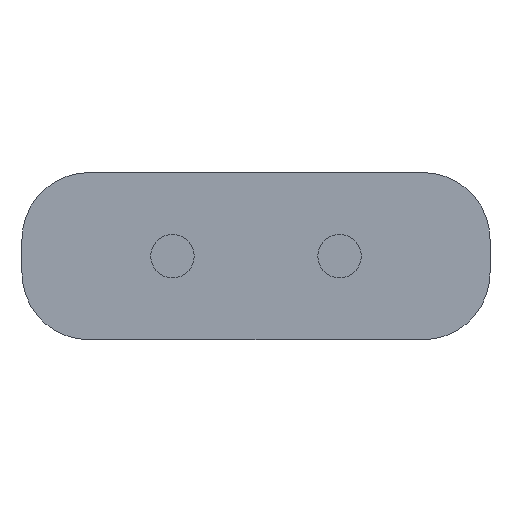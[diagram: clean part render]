
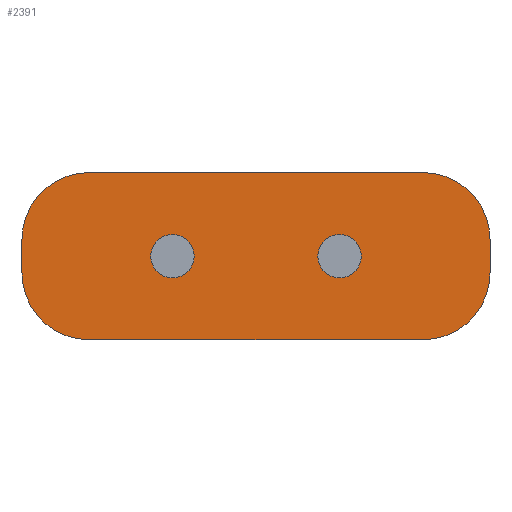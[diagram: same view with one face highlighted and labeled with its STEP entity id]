
A CAD part, front view. The second image highlights one B-rep face of the part: STEP entity #2391.
In plain terms, the highlighted planar face has unit normal (0, -1, 0).
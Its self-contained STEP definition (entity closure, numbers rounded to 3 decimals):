
#16 = DIRECTION ( 'NONE',  ( 0., -1., 0. ) ) ;
#69 = VERTEX_POINT ( 'NONE', #2806 ) ;
#74 = EDGE_CURVE ( 'NONE', #1586, #69, #158, .T. ) ;
#81 = DIRECTION ( 'NONE',  ( 0., -1., 0. ) ) ;
#82 = DIRECTION ( 'NONE',  ( 0., 0., 1. ) ) ;
#109 = DIRECTION ( 'NONE',  ( 0., 0., 1. ) ) ;
#117 = FACE_OUTER_BOUND ( 'NONE', #768, .T. ) ;
#158 = CIRCLE ( 'NONE', #909, 0.325 ) ;
#182 = EDGE_CURVE ( 'NONE', #1647, #260, #569, .T. ) ;
#212 = EDGE_CURVE ( 'NONE', #450, #333, #876, .T. ) ;
#223 = VERTEX_POINT ( 'NONE', #1413 ) ;
#251 = EDGE_CURVE ( 'NONE', #450, #1102, #2171, .T. ) ;
#252 = CIRCLE ( 'NONE', #2652, 1. ) ;
#260 = VERTEX_POINT ( 'NONE', #2502 ) ;
#275 = CARTESIAN_POINT ( 'NONE',  ( 0., 0., 0. ) ) ;
#308 = EDGE_CURVE ( 'NONE', #223, #1456, #638, .T. ) ;
#333 = VERTEX_POINT ( 'NONE', #2116 ) ;
#346 = AXIS2_PLACEMENT_3D ( 'NONE', #1732, #2172, #868 ) ;
#395 = DIRECTION ( 'NONE',  ( 0., 0., 1. ) ) ;
#420 = CARTESIAN_POINT ( 'NONE',  ( 2.25, 0., 1.25 ) ) ;
#449 = EDGE_LOOP ( 'NONE', ( #2208, #1181 ) ) ;
#450 = VERTEX_POINT ( 'NONE', #2361 ) ;
#544 = EDGE_CURVE ( 'NONE', #69, #1586, #2497, .T. ) ;
#555 = DIRECTION ( 'NONE',  ( 0., 0., -1. ) ) ;
#564 = ORIENTED_EDGE ( 'NONE', *, *, #772, .T. ) ;
#569 = LINE ( 'NONE', #275, #2814 ) ;
#592 = CARTESIAN_POINT ( 'NONE',  ( 0., 0., 2.5 ) ) ;
#596 = DIRECTION ( 'NONE',  ( 0., 0., -1. ) ) ;
#638 = CIRCLE ( 'NONE', #2050, 0.325 ) ;
#723 = ORIENTED_EDGE ( 'NONE', *, *, #1924, .T. ) ;
#738 = CARTESIAN_POINT ( 'NONE',  ( 1., 0., 1.5 ) ) ;
#749 = EDGE_LOOP ( 'NONE', ( #1832, #1223 ) ) ;
#768 = EDGE_LOOP ( 'NONE', ( #723, #564, #2752, #1744, #2726, #2264, #1216, #926 ) ) ;
#769 = VECTOR ( 'NONE', #1255, 1000. ) ;
#772 = EDGE_CURVE ( 'NONE', #1591, #1647, #2081, .T. ) ;
#774 = CARTESIAN_POINT ( 'NONE',  ( 0., 0., 1.5 ) ) ;
#782 = CARTESIAN_POINT ( 'NONE',  ( 6., 0., 1.5 ) ) ;
#838 = EDGE_CURVE ( 'NONE', #1456, #223, #1531, .T. ) ;
#840 = LINE ( 'NONE', #592, #769 ) ;
#856 = VERTEX_POINT ( 'NONE', #774 ) ;
#868 = DIRECTION ( 'NONE',  ( 0., 0., 1. ) ) ;
#876 = LINE ( 'NONE', #1002, #1405 ) ;
#899 = CARTESIAN_POINT ( 'NONE',  ( 0., 0., 2.5 ) ) ;
#909 = AXIS2_PLACEMENT_3D ( 'NONE', #420, #16, #2390 ) ;
#920 = DIRECTION ( 'NONE',  ( 0., -1., 0. ) ) ;
#926 = ORIENTED_EDGE ( 'NONE', *, *, #2560, .T. ) ;
#937 = CARTESIAN_POINT ( 'NONE',  ( 1., 0., 2.5 ) ) ;
#992 = DIRECTION ( 'NONE',  ( 0., -1., 0. ) ) ;
#1002 = CARTESIAN_POINT ( 'NONE',  ( 7., 0., 2.5 ) ) ;
#1102 = VERTEX_POINT ( 'NONE', #2290 ) ;
#1113 = PLANE ( 'NONE',  #2246 ) ;
#1119 = DIRECTION ( 'NONE',  ( 0., -1., 0. ) ) ;
#1149 = EDGE_CURVE ( 'NONE', #260, #333, #2184, .T. ) ;
#1181 = ORIENTED_EDGE ( 'NONE', *, *, #308, .F. ) ;
#1216 = ORIENTED_EDGE ( 'NONE', *, *, #2661, .F. ) ;
#1223 = ORIENTED_EDGE ( 'NONE', *, *, #544, .F. ) ;
#1230 = CARTESIAN_POINT ( 'NONE',  ( 2.25, 0., 1.575 ) ) ;
#1255 = DIRECTION ( 'NONE',  ( 1., 0., 0. ) ) ;
#1367 = FACE_BOUND ( 'NONE', #449, .T. ) ;
#1369 = AXIS2_PLACEMENT_3D ( 'NONE', #782, #992, #109 ) ;
#1405 = VECTOR ( 'NONE', #596, 1000. ) ;
#1413 = CARTESIAN_POINT ( 'NONE',  ( 4.75, 0., 0.925 ) ) ;
#1448 = VERTEX_POINT ( 'NONE', #937 ) ;
#1456 = VERTEX_POINT ( 'NONE', #1927 ) ;
#1531 = CIRCLE ( 'NONE', #2156, 0.325 ) ;
#1532 = DIRECTION ( 'NONE',  ( 0., 1., 0. ) ) ;
#1565 = DIRECTION ( 'NONE',  ( 0., 0., 1. ) ) ;
#1586 = VERTEX_POINT ( 'NONE', #1230 ) ;
#1591 = VERTEX_POINT ( 'NONE', #1874 ) ;
#1593 = DIRECTION ( 'NONE',  ( 0., 0., 1. ) ) ;
#1597 = CARTESIAN_POINT ( 'NONE',  ( 0., 0., 2.5 ) ) ;
#1646 = AXIS2_PLACEMENT_3D ( 'NONE', #2446, #920, #1565 ) ;
#1647 = VERTEX_POINT ( 'NONE', #2296 ) ;
#1683 = FACE_BOUND ( 'NONE', #749, .T. ) ;
#1732 = CARTESIAN_POINT ( 'NONE',  ( 6., 0., 1. ) ) ;
#1744 = ORIENTED_EDGE ( 'NONE', *, *, #1149, .T. ) ;
#1777 = DIRECTION ( 'NONE',  ( 0., 0., 1. ) ) ;
#1798 = VECTOR ( 'NONE', #555, 1000. ) ;
#1832 = ORIENTED_EDGE ( 'NONE', *, *, #74, .F. ) ;
#1846 = CARTESIAN_POINT ( 'NONE',  ( 4.75, 0., 1.25 ) ) ;
#1874 = CARTESIAN_POINT ( 'NONE',  ( 0., 0., 1. ) ) ;
#1883 = DIRECTION ( 'NONE',  ( 0., -1., 0. ) ) ;
#1915 = CARTESIAN_POINT ( 'NONE',  ( 4.75, 0., 1.25 ) ) ;
#1924 = EDGE_CURVE ( 'NONE', #856, #1591, #2650, .T. ) ;
#1927 = CARTESIAN_POINT ( 'NONE',  ( 4.75, 0., 1.575 ) ) ;
#2050 = AXIS2_PLACEMENT_3D ( 'NONE', #1915, #1883, #395 ) ;
#2081 = CIRCLE ( 'NONE', #1646, 1. ) ;
#2112 = AXIS2_PLACEMENT_3D ( 'NONE', #2425, #1119, #1777 ) ;
#2116 = CARTESIAN_POINT ( 'NONE',  ( 7., 0., 1. ) ) ;
#2156 = AXIS2_PLACEMENT_3D ( 'NONE', #1846, #2491, #82 ) ;
#2171 = CIRCLE ( 'NONE', #1369, 1. ) ;
#2172 = DIRECTION ( 'NONE',  ( 0., -1., 0. ) ) ;
#2184 = CIRCLE ( 'NONE', #346, 1. ) ;
#2194 = DIRECTION ( 'NONE',  ( 1., 0., 0. ) ) ;
#2208 = ORIENTED_EDGE ( 'NONE', *, *, #838, .F. ) ;
#2246 = AXIS2_PLACEMENT_3D ( 'NONE', #899, #1532, #2380 ) ;
#2264 = ORIENTED_EDGE ( 'NONE', *, *, #251, .T. ) ;
#2290 = CARTESIAN_POINT ( 'NONE',  ( 6., 0., 2.5 ) ) ;
#2296 = CARTESIAN_POINT ( 'NONE',  ( 1., 0., 0. ) ) ;
#2361 = CARTESIAN_POINT ( 'NONE',  ( 7., 0., 1.5 ) ) ;
#2380 = DIRECTION ( 'NONE',  ( 0., 0., 1. ) ) ;
#2390 = DIRECTION ( 'NONE',  ( 0., 0., 1. ) ) ;
#2391 = ADVANCED_FACE ( 'NONE', ( #1683, #117, #1367 ), #1113, .F. ) ;
#2425 = CARTESIAN_POINT ( 'NONE',  ( 2.25, 0., 1.25 ) ) ;
#2446 = CARTESIAN_POINT ( 'NONE',  ( 1., 0., 1. ) ) ;
#2491 = DIRECTION ( 'NONE',  ( 0., -1., 0. ) ) ;
#2497 = CIRCLE ( 'NONE', #2112, 0.325 ) ;
#2502 = CARTESIAN_POINT ( 'NONE',  ( 6., 0., 0. ) ) ;
#2560 = EDGE_CURVE ( 'NONE', #1448, #856, #252, .T. ) ;
#2650 = LINE ( 'NONE', #1597, #1798 ) ;
#2652 = AXIS2_PLACEMENT_3D ( 'NONE', #738, #81, #1593 ) ;
#2661 = EDGE_CURVE ( 'NONE', #1448, #1102, #840, .T. ) ;
#2726 = ORIENTED_EDGE ( 'NONE', *, *, #212, .F. ) ;
#2752 = ORIENTED_EDGE ( 'NONE', *, *, #182, .T. ) ;
#2806 = CARTESIAN_POINT ( 'NONE',  ( 2.25, 0., 0.925 ) ) ;
#2814 = VECTOR ( 'NONE', #2194, 1000. ) ;
